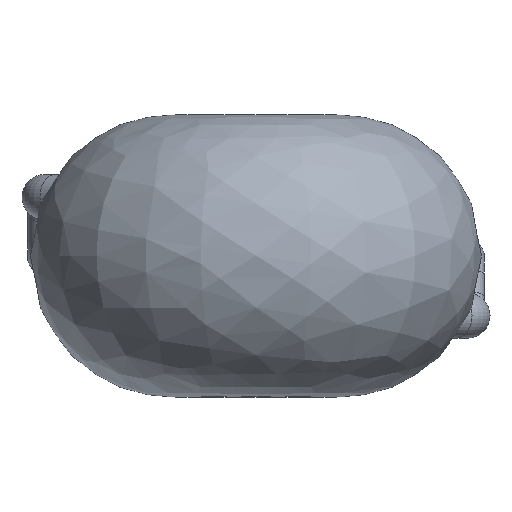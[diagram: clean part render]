
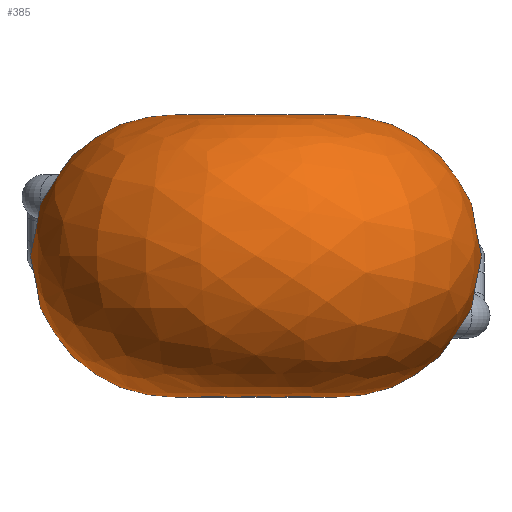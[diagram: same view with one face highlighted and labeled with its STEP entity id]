
A CAD part, top view. The second image highlights one B-rep face of the part: STEP entity #385.
In plain terms, the highlighted free-form (B-spline) face has degree [2, 2] with [5, 9] control points.
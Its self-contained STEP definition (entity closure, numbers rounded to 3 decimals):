
#14=FACE_BOUND('',#99,.T.);
#15=FACE_BOUND('',#100,.T.);
#18=(
BOUNDED_SURFACE()
B_SPLINE_SURFACE(2,2,((#759,#760,#761,#762,#763,#764,#765,#766,#767),(#768,
#769,#770,#771,#772,#773,#774,#775,#776),(#777,#778,#779,#780,#781,#782,
#783,#784,#785),(#786,#787,#788,#789,#790,#791,#792,#793,#794),(#795,#796,
#797,#798,#799,#800,#801,#802,#803)),.UNSPECIFIED.,.F.,.T.,.F.)
B_SPLINE_SURFACE_WITH_KNOTS((3,2,3),(3,2,2,2,3),(-1.571,0.,
1.571),(-3.142,-1.571,0.,1.571,
3.142),.UNSPECIFIED.)
GEOMETRIC_REPRESENTATION_ITEM()
RATIONAL_B_SPLINE_SURFACE(((1.,0.707,1.,0.707,1.,
0.707,1.,0.707,1.),(0.707,0.5,
0.707,0.5,0.707,0.5,
0.707,0.5,0.707),(1.,0.707,
1.,0.707,1.,0.707,1.,0.707,1.),(0.707,
0.5,0.707,0.5,0.707,
0.5,0.707,0.5,0.707),
(1.,0.707,1.,0.707,1.,0.707,1.,0.707,
1.)))
REPRESENTATION_ITEM('')
SURFACE()
);
#24=B_SPLINE_CURVE_WITH_KNOTS('',3,(#727,#728,#729,#730,#731,#732,#733,
#734,#735,#736,#737,#738,#739,#740,#741,#742,#743,#744),.UNSPECIFIED.,.T.,
 .F.,(4,1,1,1,1,1,1,1,1,1,1,1,3,4),(0.,0.019,
0.038,0.076,0.095,0.114,
0.123,0.151,0.17,0.189,
0.227,0.246,0.265,0.265),
 .UNSPECIFIED.);
#25=B_SPLINE_CURVE_WITH_KNOTS('',3,(#806,#807,#808,#809,#810,#811,#812,
#813,#814,#815,#816,#817,#818,#819,#820,#821,#822,#823,#824),
 .UNSPECIFIED.,.T.,.F.,(4,3,1,1,1,1,1,1,1,1,1,1,1,1,4),(0.265,
0.265,0.284,0.303,0.331,
0.341,0.379,0.398,0.416,
0.435,0.454,0.473,0.492,
0.511,0.53),.UNSPECIFIED.);
#73=FACE_OUTER_BOUND('',#98,.T.);
#98=EDGE_LOOP('',(#276,#277,#278,#279));
#99=EDGE_LOOP('',(#280));
#100=EDGE_LOOP('',(#281));
#119=CIRCLE('',#417,1.5);
#120=CIRCLE('',#419,1.5);
#133=CIRCLE('',#437,2.5);
#154=VERTEX_POINT('',#601);
#155=VERTEX_POINT('',#604);
#163=VERTEX_POINT('',#721);
#169=VERTEX_POINT('',#805);
#188=EDGE_CURVE('',#154,#154,#119,.T.);
#189=EDGE_CURVE('',#155,#155,#120,.T.);
#201=EDGE_CURVE('',#163,#163,#24,.T.);
#209=EDGE_CURVE('',#155,#154,#133,.T.);
#210=EDGE_CURVE('',#169,#169,#25,.T.);
#276=ORIENTED_EDGE('',*,*,#189,.T.);
#277=ORIENTED_EDGE('',*,*,#209,.T.);
#278=ORIENTED_EDGE('',*,*,#188,.T.);
#279=ORIENTED_EDGE('',*,*,#209,.F.);
#280=ORIENTED_EDGE('',*,*,#201,.F.);
#281=ORIENTED_EDGE('',*,*,#210,.F.);
#385=ADVANCED_FACE('',(#73,#14,#15),#18,.F.);
#417=AXIS2_PLACEMENT_3D('',#602,#477,#478);
#419=AXIS2_PLACEMENT_3D('',#605,#481,#482);
#437=AXIS2_PLACEMENT_3D('',#804,#520,#521);
#477=DIRECTION('center_axis',(0.,1.,0.));
#478=DIRECTION('ref_axis',(0.,0.,-1.));
#481=DIRECTION('center_axis',(0.,-1.,0.));
#482=DIRECTION('ref_axis',(0.,0.,-1.));
#520=DIRECTION('center_axis',(-1.,0.,0.));
#521=DIRECTION('ref_axis',(0.,0.,-1.));
#601=CARTESIAN_POINT('',(0.,-2.05,-1.5));
#602=CARTESIAN_POINT('Origin',(0.,-2.05,0.));
#604=CARTESIAN_POINT('',(0.,2.95,-1.5));
#605=CARTESIAN_POINT('Origin',(0.,2.95,0.));
#721=CARTESIAN_POINT('',(-2.506,2.104,-2.261));
#727=CARTESIAN_POINT('Ctrl Pts',(-2.506,2.104,-2.261));
#728=CARTESIAN_POINT('Ctrl Pts',(-2.414,2.104,-2.362));
#729=CARTESIAN_POINT('Ctrl Pts',(-2.257,2.044,-2.59));
#730=CARTESIAN_POINT('Ctrl Pts',(-2.107,1.742,-3.001));
#731=CARTESIAN_POINT('Ctrl Pts',(-2.165,1.255,-3.233));
#732=CARTESIAN_POINT('Ctrl Pts',(-2.413,0.799,-3.17));
#733=CARTESIAN_POINT('Ctrl Pts',(-2.629,0.594,-3.015));
#734=CARTESIAN_POINT('Ctrl Pts',(-2.91,0.461,-2.755));
#735=CARTESIAN_POINT('Ctrl Pts',(-3.191,0.506,-2.432));
#736=CARTESIAN_POINT('Ctrl Pts',(-3.383,0.79,-2.108));
#737=CARTESIAN_POINT('Ctrl Pts',(-3.43,1.241,-1.848));
#738=CARTESIAN_POINT('Ctrl Pts',(-3.2,1.73,-1.802));
#739=CARTESIAN_POINT('Ctrl Pts',(-2.808,2.04,-1.984));
#740=CARTESIAN_POINT('Ctrl Pts',(-2.597,2.103,-2.16));
#741=CARTESIAN_POINT('Ctrl Pts',(-2.506,2.104,-2.261));
#742=CARTESIAN_POINT('Ctrl Pts',(-2.506,2.104,-2.261));
#743=CARTESIAN_POINT('Ctrl Pts',(-2.506,2.104,-2.261));
#744=CARTESIAN_POINT('Ctrl Pts',(-2.506,2.104,-2.261));
#759=CARTESIAN_POINT('Ctrl Pts',(0.,-2.05,
-1.5));
#760=CARTESIAN_POINT('Ctrl Pts',(-1.5,-2.05,-1.5));
#761=CARTESIAN_POINT('Ctrl Pts',(-1.5,-2.05,0.));
#762=CARTESIAN_POINT('Ctrl Pts',(-1.5,-2.05,1.5));
#763=CARTESIAN_POINT('Ctrl Pts',(0.,-2.05,
1.5));
#764=CARTESIAN_POINT('Ctrl Pts',(1.5,-2.05,1.5));
#765=CARTESIAN_POINT('Ctrl Pts',(1.5,-2.05,0.));
#766=CARTESIAN_POINT('Ctrl Pts',(1.5,-2.05,-1.5));
#767=CARTESIAN_POINT('Ctrl Pts',(0.,-2.05,
-1.5));
#768=CARTESIAN_POINT('Ctrl Pts',(0.,-2.05,
-4.));
#769=CARTESIAN_POINT('Ctrl Pts',(-4.,-2.05,-4.));
#770=CARTESIAN_POINT('Ctrl Pts',(-4.,-2.05,0.));
#771=CARTESIAN_POINT('Ctrl Pts',(-4.,-2.05,4.));
#772=CARTESIAN_POINT('Ctrl Pts',(0.,-2.05,
4.));
#773=CARTESIAN_POINT('Ctrl Pts',(4.,-2.05,4.));
#774=CARTESIAN_POINT('Ctrl Pts',(4.,-2.05,0.));
#775=CARTESIAN_POINT('Ctrl Pts',(4.,-2.05,-4.));
#776=CARTESIAN_POINT('Ctrl Pts',(0.,-2.05,
-4.));
#777=CARTESIAN_POINT('Ctrl Pts',(0.,0.45,
-4.));
#778=CARTESIAN_POINT('Ctrl Pts',(-4.,0.45,-4.));
#779=CARTESIAN_POINT('Ctrl Pts',(-4.,0.45,0.));
#780=CARTESIAN_POINT('Ctrl Pts',(-4.,0.45,4.));
#781=CARTESIAN_POINT('Ctrl Pts',(0.,0.45,
4.));
#782=CARTESIAN_POINT('Ctrl Pts',(4.,0.45,4.));
#783=CARTESIAN_POINT('Ctrl Pts',(4.,0.45,0.));
#784=CARTESIAN_POINT('Ctrl Pts',(4.,0.45,-4.));
#785=CARTESIAN_POINT('Ctrl Pts',(0.,0.45,
-4.));
#786=CARTESIAN_POINT('Ctrl Pts',(0.,2.95,
-4.));
#787=CARTESIAN_POINT('Ctrl Pts',(-4.,2.95,-4.));
#788=CARTESIAN_POINT('Ctrl Pts',(-4.,2.95,0.));
#789=CARTESIAN_POINT('Ctrl Pts',(-4.,2.95,4.));
#790=CARTESIAN_POINT('Ctrl Pts',(0.,2.95,4.));
#791=CARTESIAN_POINT('Ctrl Pts',(4.,2.95,4.));
#792=CARTESIAN_POINT('Ctrl Pts',(4.,2.95,0.));
#793=CARTESIAN_POINT('Ctrl Pts',(4.,2.95,-4.));
#794=CARTESIAN_POINT('Ctrl Pts',(0.,2.95,
-4.));
#795=CARTESIAN_POINT('Ctrl Pts',(0.,2.95,-1.5));
#796=CARTESIAN_POINT('Ctrl Pts',(-1.5,2.95,-1.5));
#797=CARTESIAN_POINT('Ctrl Pts',(-1.5,2.95,0.));
#798=CARTESIAN_POINT('Ctrl Pts',(-1.5,2.95,1.5));
#799=CARTESIAN_POINT('Ctrl Pts',(0.,2.95,
1.5));
#800=CARTESIAN_POINT('Ctrl Pts',(1.5,2.95,1.5));
#801=CARTESIAN_POINT('Ctrl Pts',(1.5,2.95,0.));
#802=CARTESIAN_POINT('Ctrl Pts',(1.5,2.95,-1.5));
#803=CARTESIAN_POINT('Ctrl Pts',(0.,2.95,-1.5));
#804=CARTESIAN_POINT('Origin',(0.,0.45,
-1.5));
#805=CARTESIAN_POINT('',(2.965,0.41,-2.684));
#806=CARTESIAN_POINT('Ctrl Pts',(2.965,0.41,-2.684));
#807=CARTESIAN_POINT('Ctrl Pts',(2.965,0.41,-2.684));
#808=CARTESIAN_POINT('Ctrl Pts',(2.965,0.41,-2.684));
#809=CARTESIAN_POINT('Ctrl Pts',(2.965,0.41,-2.684));
#810=CARTESIAN_POINT('Ctrl Pts',(3.056,0.408,-2.584));
#811=CARTESIAN_POINT('Ctrl Pts',(3.225,0.346,-2.375));
#812=CARTESIAN_POINT('Ctrl Pts',(3.415,0.057,-2.053));
#813=CARTESIAN_POINT('Ctrl Pts',(3.408,-0.305,-1.884));
#814=CARTESIAN_POINT('Ctrl Pts',(3.231,-0.768,-1.81));
#815=CARTESIAN_POINT('Ctrl Pts',(2.904,-1.118,-1.901));
#816=CARTESIAN_POINT('Ctrl Pts',(2.481,-1.234,-2.26));
#817=CARTESIAN_POINT('Ctrl Pts',(2.252,-1.138,-2.602));
#818=CARTESIAN_POINT('Ctrl Pts',(2.142,-0.906,-2.907));
#819=CARTESIAN_POINT('Ctrl Pts',(2.138,-0.587,-3.124));
#820=CARTESIAN_POINT('Ctrl Pts',(2.232,-0.227,-3.218));
#821=CARTESIAN_POINT('Ctrl Pts',(2.421,0.111,-3.167));
#822=CARTESIAN_POINT('Ctrl Pts',(2.682,0.354,-2.975));
#823=CARTESIAN_POINT('Ctrl Pts',(2.875,0.411,-2.784));
#824=CARTESIAN_POINT('Ctrl Pts',(2.965,0.41,-2.684));
